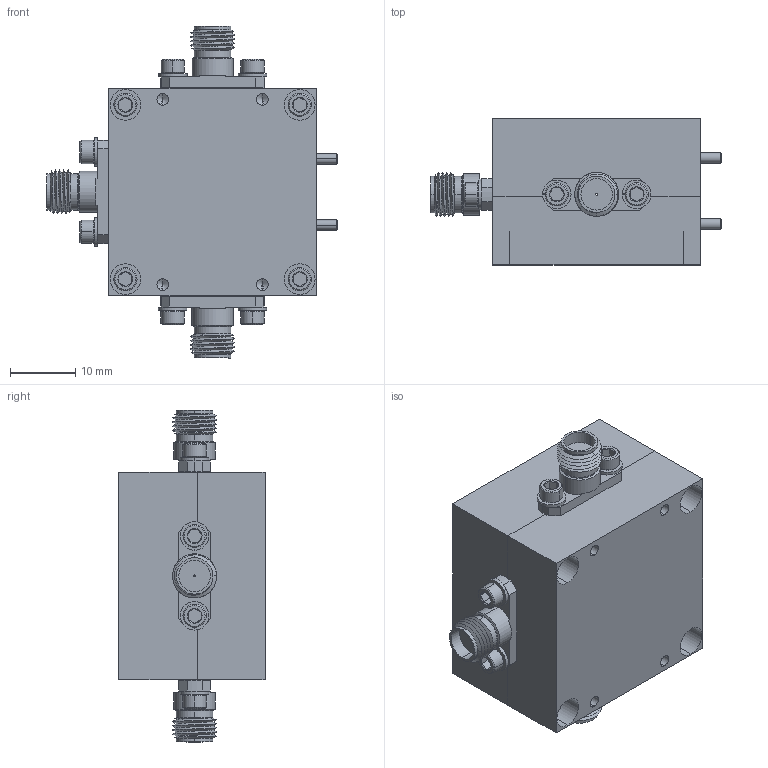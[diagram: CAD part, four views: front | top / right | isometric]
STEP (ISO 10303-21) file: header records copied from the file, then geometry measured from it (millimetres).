
FILE_DESCRIPTION (( 'STEP AP203' ), '1' );
FILE_NAME ('SFT-57375315-15KFSF-N1-M.STEP', '2018-10-17T19:06:09', ( '' ), ( '' ), 'SwSTEP 2.0', 'SolidWorks 2016', '' );
FILE_SCHEMA (( 'CONFIG_CONTROL_DESIGN' ));
Products named in the file (1): SFT-57375315-15KFSF-N1-M
Bounding box: 44.49 x 22.35 x 50.8 mm (x, y, z)
Volume: 17964.7 mm3; surface area: 13093.5 mm2
Topology: 28 solids, 28 shells, 1622 faces, 4349 edges, 2781 vertices
Faces by surface type: cylinder 1001, plane 311, cone 266, bspline 38, torus 6
Entity records: 72677 total; most frequent: CARTESIAN_POINT 36809, ORIENTED_EDGE 8590, DIRECTION 6521, EDGE_CURVE 4295, VERTEX_POINT 2781, AXIS2_PLACEMENT_3D 2411, EDGE_LOOP 1718, LINE 1699
